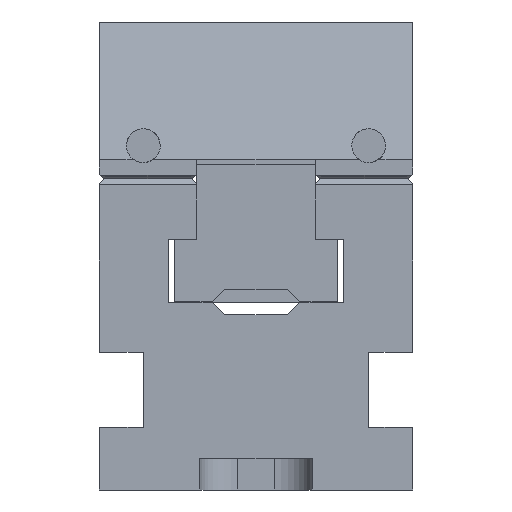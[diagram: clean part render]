
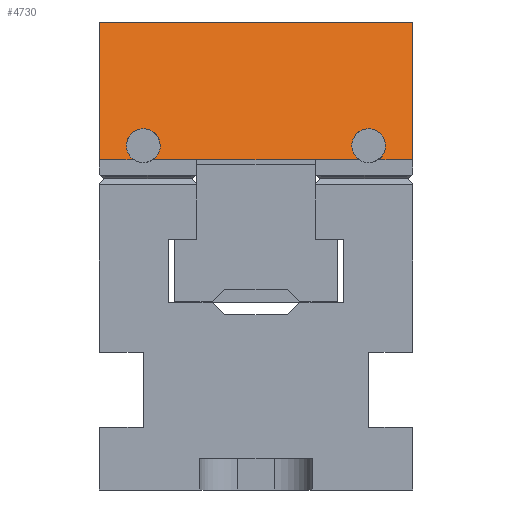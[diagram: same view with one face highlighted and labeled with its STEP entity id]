
A CAD part, front view. The second image highlights one B-rep face of the part: STEP entity #4730.
In plain terms, the highlighted face is planar.
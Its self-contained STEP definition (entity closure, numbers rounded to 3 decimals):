
#4730 = ADVANCED_FACE( '', ( #9614 ), #9615, .T. );
#9614 = FACE_OUTER_BOUND( '', #14609, .T. );
#9615 = PLANE( '', #14610 );
#14609 = EDGE_LOOP( '', ( #27675, #27676, #27677, #27678, #27679, #27680, #27681, #27682, #27683, #27684, #27685, #27686 ) );
#14610 = AXIS2_PLACEMENT_3D( '', #27687, #27688, #27689 );
#27675 = ORIENTED_EDGE( '', *, *, #34659, .F. );
#27676 = ORIENTED_EDGE( '', *, *, #36713, .T. );
#27677 = ORIENTED_EDGE( '', *, *, #34915, .F. );
#27678 = ORIENTED_EDGE( '', *, *, #36714, .T. );
#27679 = ORIENTED_EDGE( '', *, *, #34284, .F. );
#27680 = ORIENTED_EDGE( '', *, *, #32731, .F. );
#27681 = ORIENTED_EDGE( '', *, *, #32367, .T. );
#27682 = ORIENTED_EDGE( '', *, *, #33162, .T. );
#27683 = ORIENTED_EDGE( '', *, *, #35484, .F. );
#27684 = ORIENTED_EDGE( '', *, *, #33160, .T. );
#27685 = ORIENTED_EDGE( '', *, *, #36086, .F. );
#27686 = ORIENTED_EDGE( '', *, *, #34454, .F. );
#27687 = CARTESIAN_POINT( '', ( 25., 11.85, 12.5 ) );
#27688 = DIRECTION( '', ( 0., 0.966, 0.259 ) );
#27689 = DIRECTION( '', ( 0., -0.259, 0.966 ) );
#32367 = EDGE_CURVE( '', #39769, #39767, #39770, .T. );
#32731 = EDGE_CURVE( '', #39769, #40389, #40390, .T. );
#33160 = EDGE_CURVE( '', #41090, #41088, #41091, .T. );
#33162 = EDGE_CURVE( '', #39767, #41092, #41094, .T. );
#34284 = EDGE_CURVE( '', #40389, #42830, #42833, .T. );
#34454 = EDGE_CURVE( '', #43082, #43084, #43085, .T. );
#34659 = EDGE_CURVE( '', #43381, #43082, #43383, .T. );
#34915 = EDGE_CURVE( '', #43743, #43744, #43745, .T. );
#35484 = EDGE_CURVE( '', #41090, #41092, #44542, .T. );
#36086 = EDGE_CURVE( '', #43084, #41088, #45322, .T. );
#36713 = EDGE_CURVE( '', #43381, #43744, #46065, .T. );
#36714 = EDGE_CURVE( '', #43743, #42830, #46066, .T. );
#39767 = VERTEX_POINT( '', #50404 );
#39769 = VERTEX_POINT( '', #50407 );
#39770 = LINE( '', #50408, #50409 );
#40389 = VERTEX_POINT( '', #51295 );
#40390 = LINE( '', #51296, #51297 );
#41088 = VERTEX_POINT( '', #52301 );
#41090 = VERTEX_POINT( '', #52304 );
#41091 = LINE( '', #52305, #52306 );
#41092 = VERTEX_POINT( '', #52307 );
#41094 = LINE( '', #52309, #52310 );
#42830 = VERTEX_POINT( '', #54887 );
#42833 = LINE( '', #54892, #54893 );
#43082 = VERTEX_POINT( '', #55287 );
#43084 = VERTEX_POINT( '', #55290 );
#43085 = LINE( '', #55291, #55292 );
#43381 = VERTEX_POINT( '', #55729 );
#43383 = LINE( '', #55732, #55733 );
#43743 = VERTEX_POINT( '', #56270 );
#43744 = VERTEX_POINT( '', #56271 );
#43745 = ELLIPSE( '', #56272, 2.795, 2.7 );
#44542 = ELLIPSE( '', #57465, 2.795, 2.7 );
#45322 = LINE( '', #58702, #58703 );
#46065 = LINE( '', #59834, #59835 );
#46066 = LINE( '', #59836, #59837 );
#50404 = CARTESIAN_POINT( '', ( 25., 17.75, -9.519 ) );
#50407 = CARTESIAN_POINT( '', ( 25., 11.85, 12.5 ) );
#50408 = CARTESIAN_POINT( '', ( 25., 11.85, 12.5 ) );
#50409 = VECTOR( '', #61780, 1000. );
#51295 = CARTESIAN_POINT( '', ( -25., 11.85, 12.5 ) );
#51296 = CARTESIAN_POINT( '', ( 25., 11.85, 12.5 ) );
#51297 = VECTOR( '', #62111, 1000. );
#52301 = CARTESIAN_POINT( '', ( 9.5, 17.75, -9.519 ) );
#52304 = CARTESIAN_POINT( '', ( 16.537, 17.75, -9.519 ) );
#52305 = CARTESIAN_POINT( '', ( 25., 17.75, -9.519 ) );
#52306 = VECTOR( '', #62500, 1000. );
#52307 = CARTESIAN_POINT( '', ( 19.463, 17.75, -9.519 ) );
#52309 = CARTESIAN_POINT( '', ( 25., 17.75, -9.519 ) );
#52310 = VECTOR( '', #62504, 1000. );
#54887 = CARTESIAN_POINT( '', ( -25., 17.75, -9.519 ) );
#54892 = CARTESIAN_POINT( '', ( -25., 11.85, 12.5 ) );
#54893 = VECTOR( '', #63450, 1000. );
#55287 = CARTESIAN_POINT( '', ( -9.5, 17.745, -9.5 ) );
#55290 = CARTESIAN_POINT( '', ( 9.5, 17.745, -9.5 ) );
#55291 = CARTESIAN_POINT( '', ( 25., 17.745, -9.5 ) );
#55292 = VECTOR( '', #63584, 1000. );
#55729 = CARTESIAN_POINT( '', ( -9.5, 17.75, -9.519 ) );
#55732 = CARTESIAN_POINT( '', ( -9.5, 11.85, 12.5 ) );
#55733 = VECTOR( '', #63742, 1000. );
#56270 = CARTESIAN_POINT( '', ( -19.463, 17.75, -9.519 ) );
#56271 = CARTESIAN_POINT( '', ( -16.537, 17.75, -9.519 ) );
#56272 = AXIS2_PLACEMENT_3D( '', #63929, #63930, #63931 );
#57465 = AXIS2_PLACEMENT_3D( '', #64352, #64353, #64354 );
#58702 = CARTESIAN_POINT( '', ( 9.5, 11.85, 12.5 ) );
#58703 = VECTOR( '', #64839, 1000. );
#59834 = CARTESIAN_POINT( '', ( 25., 17.75, -9.519 ) );
#59835 = VECTOR( '', #65231, 1000. );
#59836 = CARTESIAN_POINT( '', ( 25., 17.75, -9.519 ) );
#59837 = VECTOR( '', #65232, 1000. );
#61780 = DIRECTION( '', ( 0., 0.259, -0.966 ) );
#62111 = DIRECTION( '', ( -1., 0., 0. ) );
#62500 = DIRECTION( '', ( -1., 0., 0. ) );
#62504 = DIRECTION( '', ( -1., 0., 0. ) );
#63450 = DIRECTION( '', ( 0., 0.259, -0.966 ) );
#63584 = DIRECTION( '', ( 1., 0., 0. ) );
#63742 = DIRECTION( '', ( 0., -0.259, 0.966 ) );
#63929 = CARTESIAN_POINT( '', ( -18., 17.142, -7.25 ) );
#63930 = DIRECTION( '', ( 0., 0.966, 0.259 ) );
#63931 = DIRECTION( '', ( 0., 0.259, -0.966 ) );
#64352 = CARTESIAN_POINT( '', ( 18., 17.142, -7.25 ) );
#64353 = DIRECTION( '', ( 0., 0.966, 0.259 ) );
#64354 = DIRECTION( '', ( 0., 0.259, -0.966 ) );
#64839 = DIRECTION( '', ( 0., 0.259, -0.966 ) );
#65231 = DIRECTION( '', ( -1., 0., 0. ) );
#65232 = DIRECTION( '', ( -1., 0., 0. ) );
